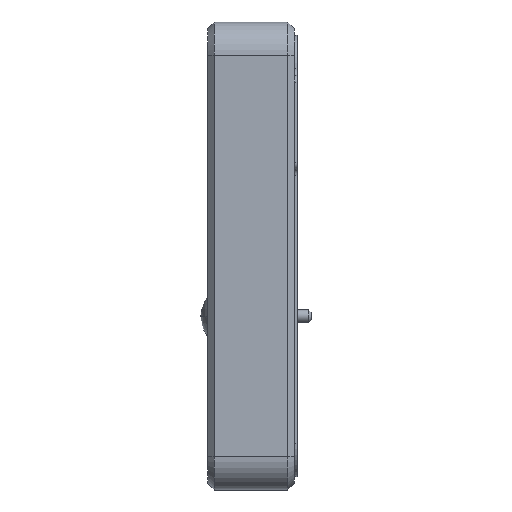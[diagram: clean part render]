
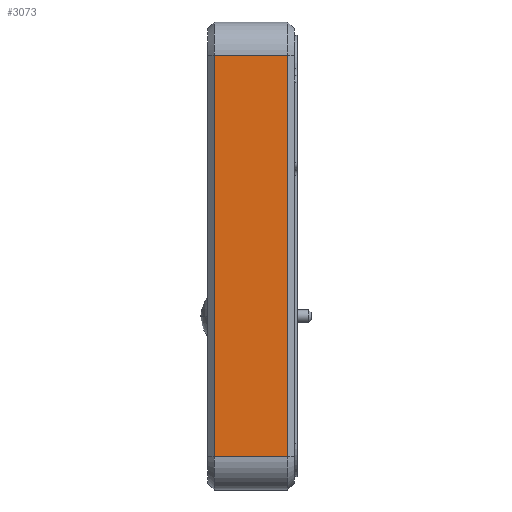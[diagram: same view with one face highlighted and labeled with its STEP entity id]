
A CAD part, left-side view. The second image highlights one B-rep face of the part: STEP entity #3073.
In plain terms, the highlighted planar face has unit normal (-1, 0, 0).
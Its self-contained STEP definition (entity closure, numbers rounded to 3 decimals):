
#867 = EDGE_LOOP ( 'NONE', ( #11741, #3454, #10794, #16032 ) ) ;
#1241 = CARTESIAN_POINT ( 'NONE',  ( -17.5, 0.5, 15. ) ) ;
#2417 = VECTOR ( 'NONE', #4121, 1000. ) ;
#3073 = ADVANCED_FACE ( 'NONE', ( #17419 ), #18280, .F. ) ;
#3454 = ORIENTED_EDGE ( 'NONE', *, *, #7730, .T. ) ;
#4121 = DIRECTION ( 'NONE',  ( 0., 0., -1. ) ) ;
#4123 = CARTESIAN_POINT ( 'NONE',  ( -17.5, 6., -15. ) ) ;
#4565 = DIRECTION ( 'NONE',  ( 0., 0., -1. ) ) ;
#4850 = CARTESIAN_POINT ( 'NONE',  ( -17.5, 0.5, -15. ) ) ;
#5373 = DIRECTION ( 'NONE',  ( 0., -1., 0. ) ) ;
#5416 = CARTESIAN_POINT ( 'NONE',  ( -17.5, 6.5, -15. ) ) ;
#6410 = LINE ( 'NONE', #5416, #10167 ) ;
#6606 = DIRECTION ( 'NONE',  ( 0., 0., 1. ) ) ;
#6738 = CARTESIAN_POINT ( 'NONE',  ( -17.5, 0.5, 15. ) ) ;
#6812 = VERTEX_POINT ( 'NONE', #1241 ) ;
#6932 = LINE ( 'NONE', #7960, #18964 ) ;
#7730 = EDGE_CURVE ( 'NONE', #14242, #6812, #9976, .T. ) ;
#7960 = CARTESIAN_POINT ( 'NONE',  ( -17.5, 6.5, 15. ) ) ;
#8543 = VERTEX_POINT ( 'NONE', #11224 ) ;
#9368 = CARTESIAN_POINT ( 'NONE',  ( -17.5, 6.5, -15. ) ) ;
#9594 = DIRECTION ( 'NONE',  ( 0., -1., 0. ) ) ;
#9976 = LINE ( 'NONE', #6738, #13584 ) ;
#10167 = VECTOR ( 'NONE', #5373, 1000. ) ;
#10317 = EDGE_CURVE ( 'NONE', #8543, #14242, #6410, .T. ) ;
#10442 = EDGE_CURVE ( 'NONE', #10766, #8543, #14535, .T. ) ;
#10766 = VERTEX_POINT ( 'NONE', #14251 ) ;
#10794 = ORIENTED_EDGE ( 'NONE', *, *, #13207, .F. ) ;
#11224 = CARTESIAN_POINT ( 'NONE',  ( -17.5, 6., -15. ) ) ;
#11741 = ORIENTED_EDGE ( 'NONE', *, *, #10317, .T. ) ;
#13028 = AXIS2_PLACEMENT_3D ( 'NONE', #9368, #15320, #4565 ) ;
#13207 = EDGE_CURVE ( 'NONE', #10766, #6812, #6932, .T. ) ;
#13584 = VECTOR ( 'NONE', #6606, 1000. ) ;
#14242 = VERTEX_POINT ( 'NONE', #4850 ) ;
#14251 = CARTESIAN_POINT ( 'NONE',  ( -17.5, 6., 15. ) ) ;
#14535 = LINE ( 'NONE', #4123, #2417 ) ;
#15320 = DIRECTION ( 'NONE',  ( 1., 0., 0. ) ) ;
#16032 = ORIENTED_EDGE ( 'NONE', *, *, #10442, .T. ) ;
#17419 = FACE_OUTER_BOUND ( 'NONE', #867, .T. ) ;
#18280 = PLANE ( 'NONE',  #13028 ) ;
#18964 = VECTOR ( 'NONE', #9594, 1000. ) ;
